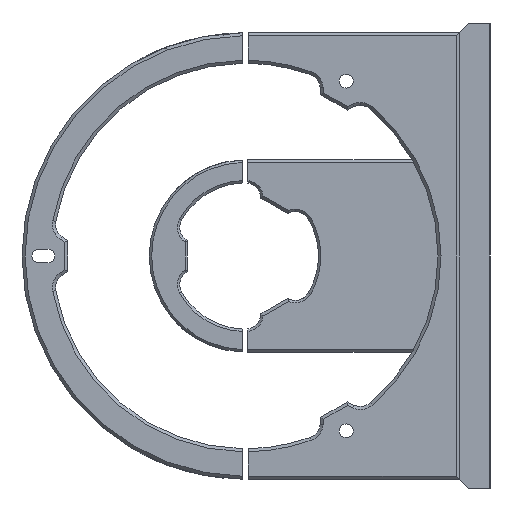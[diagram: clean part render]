
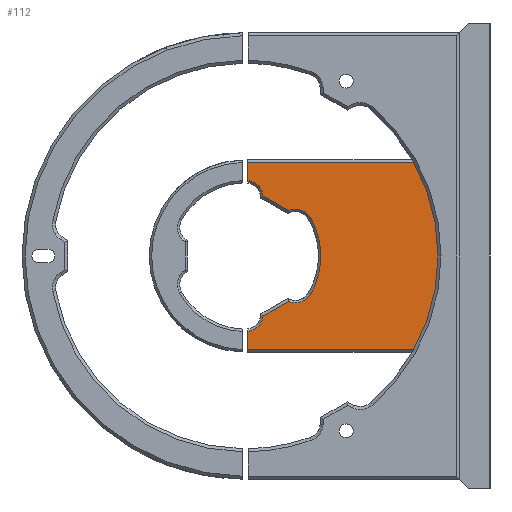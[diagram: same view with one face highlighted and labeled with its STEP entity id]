
A CAD part, left-side view. The second image highlights one B-rep face of the part: STEP entity #112.
In plain terms, the highlighted planar face has unit normal (-1, 0, 0).
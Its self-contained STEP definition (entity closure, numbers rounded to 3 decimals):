
#112 = ADVANCED_FACE ( 'NONE', ( #4350 ), #4613, .F. ) ;
#579 = ORIENTED_EDGE ( 'NONE', *, *, #800, .T. ) ;
#580 = ORIENTED_EDGE ( 'NONE', *, *, #801, .T. ) ;
#581 = ORIENTED_EDGE ( 'NONE', *, *, #742, .T. ) ;
#582 = ORIENTED_EDGE ( 'NONE', *, *, #799, .T. ) ;
#583 = ORIENTED_EDGE ( 'NONE', *, *, #762, .T. ) ;
#584 = ORIENTED_EDGE ( 'NONE', *, *, #767, .T. ) ;
#585 = ORIENTED_EDGE ( 'NONE', *, *, #781, .T. ) ;
#586 = ORIENTED_EDGE ( 'NONE', *, *, #773, .T. ) ;
#587 = ORIENTED_EDGE ( 'NONE', *, *, #802, .F. ) ;
#588 = ORIENTED_EDGE ( 'NONE', *, *, #803, .T. ) ;
#589 = ORIENTED_EDGE ( 'NONE', *, *, #804, .T. ) ;
#590 = ORIENTED_EDGE ( 'NONE', *, *, #759, .T. ) ;
#591 = ORIENTED_EDGE ( 'NONE', *, *, #805, .F. ) ;
#742 = EDGE_CURVE ( 'NONE', #1347, #1348, #6531, .T. ) ;
#759 = EDGE_CURVE ( 'NONE', #1359, #1357, #6556, .T. ) ;
#762 = EDGE_CURVE ( 'NONE', #1355, #1362, #6562, .T. ) ;
#767 = EDGE_CURVE ( 'NONE', #1362, #1369, #6574, .T. ) ;
#773 = EDGE_CURVE ( 'NONE', #1368, #1371, #6578, .T. ) ;
#781 = EDGE_CURVE ( 'NONE', #1369, #1368, #6589, .T. ) ;
#799 = EDGE_CURVE ( 'NONE', #1348, #1355, #6626, .T. ) ;
#800 = EDGE_CURVE ( 'NONE', #1351, #1385, #6627, .T. ) ;
#801 = EDGE_CURVE ( 'NONE', #1385, #1347, #6628, .T. ) ;
#802 = EDGE_CURVE ( 'NONE', #1384, #1371, #6629, .T. ) ;
#803 = EDGE_CURVE ( 'NONE', #1384, #1390, #6622, .T. ) ;
#804 = EDGE_CURVE ( 'NONE', #1390, #1359, #6633, .T. ) ;
#805 = EDGE_CURVE ( 'NONE', #1351, #1357, #6635, .T. ) ;
#1347 = VERTEX_POINT ( 'NONE', #8427 ) ;
#1348 = VERTEX_POINT ( 'NONE', #8428 ) ;
#1351 = VERTEX_POINT ( 'NONE', #8431 ) ;
#1355 = VERTEX_POINT ( 'NONE', #8435 ) ;
#1357 = VERTEX_POINT ( 'NONE', #8437 ) ;
#1359 = VERTEX_POINT ( 'NONE', #8439 ) ;
#1362 = VERTEX_POINT ( 'NONE', #8442 ) ;
#1368 = VERTEX_POINT ( 'NONE', #8448 ) ;
#1369 = VERTEX_POINT ( 'NONE', #8449 ) ;
#1371 = VERTEX_POINT ( 'NONE', #8451 ) ;
#1384 = VERTEX_POINT ( 'NONE', #8464 ) ;
#1385 = VERTEX_POINT ( 'NONE', #8465 ) ;
#1390 = VERTEX_POINT ( 'NONE', #8470 ) ;
#2897 = EDGE_LOOP ( 'NONE', ( #579, #580, #581, #582, #583, #584, #585, #586, #587, #588, #589, #590, #591 ) ) ;
#4350 = FACE_OUTER_BOUND ( 'NONE', #2897, .T. ) ;
#4613 = PLANE ( 'NONE',  #4706 ) ;
#4621 = CARTESIAN_POINT ( 'NONE',  ( 220., 6.473, 0. ) ) ;
#4622 = DIRECTION ( 'NONE',  ( 1., 0., 0. ) ) ;
#4623 = DIRECTION ( 'NONE',  ( 0., 0., -1. ) ) ;
#4706 = AXIS2_PLACEMENT_3D ( 'NONE', #4621, #4622, #4623 ) ;
#6531 = CIRCLE ( 'NONE', #7561, 5.8 ) ;
#6556 = LINE ( 'NONE', #7157, #6565 ) ;
#6562 = CIRCLE ( 'NONE', #7563, 24.7 ) ;
#6565 = VECTOR ( 'NONE', #7165, 1000. ) ;
#6574 = CIRCLE ( 'NONE', #7565, 5.8 ) ;
#6578 = CIRCLE ( 'NONE', #7569, 5.8 ) ;
#6589 = LINE ( 'NONE', #7215, #6596 ) ;
#6596 = VECTOR ( 'NONE', #7223, 1000. ) ;
#6622 = LINE ( 'NONE', #7266, #6634 ) ;
#6626 = CIRCLE ( 'NONE', #7574, 5.8 ) ;
#6627 = CIRCLE ( 'NONE', #7575, 5.8 ) ;
#6628 = LINE ( 'NONE', #7260, #6630 ) ;
#6629 = LINE ( 'NONE', #7270, #6632 ) ;
#6630 = VECTOR ( 'NONE', #7261, 1000. ) ;
#6632 = VECTOR ( 'NONE', #7272, 1000. ) ;
#6633 = LINE ( 'NONE', #7274, #6636 ) ;
#6634 = VECTOR ( 'NONE', #7273, 1000. ) ;
#6635 = LINE ( 'NONE', #7276, #6638 ) ;
#6636 = VECTOR ( 'NONE', #7275, 1000. ) ;
#6638 = VECTOR ( 'NONE', #7277, 1000. ) ;
#7129 = CARTESIAN_POINT ( 'NONE',  ( 220., -9.846, 9.535 ) ) ;
#7130 = DIRECTION ( 'NONE',  ( 1., 0., 0. ) ) ;
#7131 = DIRECTION ( 'NONE',  ( 0., 0., -1. ) ) ;
#7157 = CARTESIAN_POINT ( 'NONE',  ( 220., 6.473, 30.6 ) ) ;
#7165 = DIRECTION ( 'NONE',  ( 0., 1., 0. ) ) ;
#7171 = CARTESIAN_POINT ( 'NONE',  ( 220., 6.473, 0. ) ) ;
#7172 = DIRECTION ( 'NONE',  ( 1., 0., 0. ) ) ;
#7173 = DIRECTION ( 'NONE',  ( 0., 0., -1. ) ) ;
#7184 = CARTESIAN_POINT ( 'NONE',  ( 220., -9.846, -9.535 ) ) ;
#7185 = DIRECTION ( 'NONE',  ( 1., 0., 0. ) ) ;
#7186 = DIRECTION ( 'NONE',  ( 0., 0., -1. ) ) ;
#7203 = CARTESIAN_POINT ( 'NONE',  ( 220., 6.375, -18.9 ) ) ;
#7204 = DIRECTION ( 'NONE',  ( 1., 0., 0. ) ) ;
#7205 = DIRECTION ( 'NONE',  ( 0., 0., -1. ) ) ;
#7215 = CARTESIAN_POINT ( 'NONE',  ( 220., 0.007, -19.246 ) ) ;
#7223 = DIRECTION ( 'NONE',  ( 0., 0.866, -0.5 ) ) ;
#7260 = CARTESIAN_POINT ( 'NONE',  ( 220., -6.961, 15.222 ) ) ;
#7261 = DIRECTION ( 'NONE',  ( 0., -0.866, -0.5 ) ) ;
#7262 = CARTESIAN_POINT ( 'NONE',  ( 220., -9.846, 9.535 ) ) ;
#7263 = DIRECTION ( 'NONE',  ( 1., 0., 0. ) ) ;
#7264 = DIRECTION ( 'NONE',  ( 0., 0., -1. ) ) ;
#7266 = CARTESIAN_POINT ( 'NONE',  ( 220., 6.473, -30.6 ) ) ;
#7267 = CARTESIAN_POINT ( 'NONE',  ( 220., 6.375, 18.9 ) ) ;
#7268 = DIRECTION ( 'NONE',  ( 1., 0., 0. ) ) ;
#7269 = DIRECTION ( 'NONE',  ( 0., 0., -1. ) ) ;
#7270 = CARTESIAN_POINT ( 'NONE',  ( 220., 5.723, 65.904 ) ) ;
#7272 = DIRECTION ( 'NONE',  ( 0., 0., 1. ) ) ;
#7273 = DIRECTION ( 'NONE',  ( 0., -1., 0. ) ) ;
#7274 = CARTESIAN_POINT ( 'NONE',  ( 220., -62.727, 31.4 ) ) ;
#7275 = DIRECTION ( 'NONE',  ( 0., 0., 1. ) ) ;
#7276 = CARTESIAN_POINT ( 'NONE',  ( 220., 5.723, 65.904 ) ) ;
#7277 = DIRECTION ( 'NONE',  ( 0., 0., 1. ) ) ;
#7561 = AXIS2_PLACEMENT_3D ( 'NONE', #7129, #7130, #7131 ) ;
#7563 = AXIS2_PLACEMENT_3D ( 'NONE', #7171, #7172, #7173 ) ;
#7565 = AXIS2_PLACEMENT_3D ( 'NONE', #7184, #7185, #7186 ) ;
#7569 = AXIS2_PLACEMENT_3D ( 'NONE', #7203, #7204, #7205 ) ;
#7574 = AXIS2_PLACEMENT_3D ( 'NONE', #7262, #7263, #7264 ) ;
#7575 = AXIS2_PLACEMENT_3D ( 'NONE', #7267, #7268, #7269 ) ;
#8427 = CARTESIAN_POINT ( 'NONE',  ( 220., -7.571, 14.87 ) ) ;
#8428 = CARTESIAN_POINT ( 'NONE',  ( 220., -9.846, 15.335 ) ) ;
#8431 = CARTESIAN_POINT ( 'NONE',  ( 220., 5.723, 24.663 ) ) ;
#8435 = CARTESIAN_POINT ( 'NONE',  ( 220., -14.853, 12.461 ) ) ;
#8437 = CARTESIAN_POINT ( 'NONE',  ( 220., 5.723, 30.6 ) ) ;
#8439 = CARTESIAN_POINT ( 'NONE',  ( 220., -62.727, 30.6 ) ) ;
#8442 = CARTESIAN_POINT ( 'NONE',  ( 220., -14.853, -12.461 ) ) ;
#8448 = CARTESIAN_POINT ( 'NONE',  ( 220., 0.617, -19.598 ) ) ;
#8449 = CARTESIAN_POINT ( 'NONE',  ( 220., -7.571, -14.87 ) ) ;
#8451 = CARTESIAN_POINT ( 'NONE',  ( 220., 5.723, -24.663 ) ) ;
#8464 = CARTESIAN_POINT ( 'NONE',  ( 220., 5.723, -30.6 ) ) ;
#8465 = CARTESIAN_POINT ( 'NONE',  ( 220., 0.617, 19.598 ) ) ;
#8470 = CARTESIAN_POINT ( 'NONE',  ( 220., -62.727, -30.6 ) ) ;
